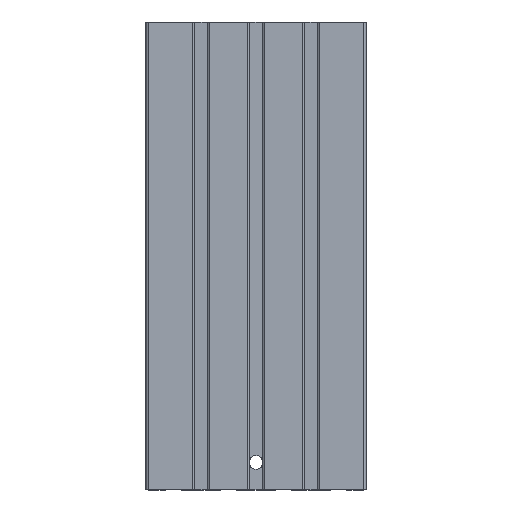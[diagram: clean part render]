
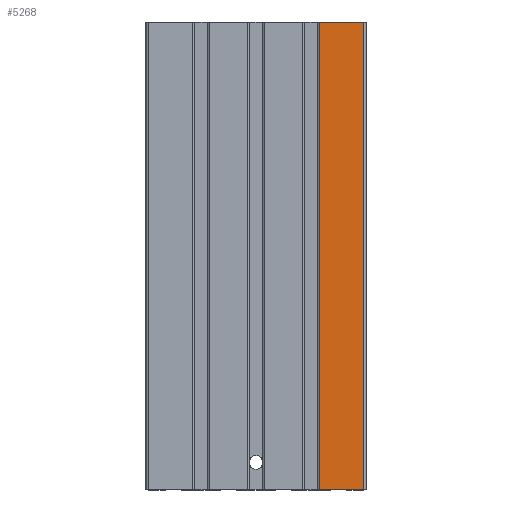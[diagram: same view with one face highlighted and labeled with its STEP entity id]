
A CAD part, top view. The second image highlights one B-rep face of the part: STEP entity #5268.
In plain terms, the highlighted planar face has unit normal (0, 0, 1).
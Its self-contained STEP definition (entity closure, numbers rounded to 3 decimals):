
#114 = VECTOR ( 'NONE', #2349, 1000. ) ;
#165 = CARTESIAN_POINT ( 'NONE',  ( 0., 0., 0. ) ) ;
#221 = FACE_OUTER_BOUND ( 'NONE', #1555, .T. ) ;
#285 = VECTOR ( 'NONE', #518, 1000. ) ;
#428 = ORIENTED_EDGE ( 'NONE', *, *, #2545, .T. ) ;
#518 = DIRECTION ( 'NONE',  ( 0., -1., 0. ) ) ;
#562 = VERTEX_POINT ( 'NONE', #2848 ) ;
#1339 = VERTEX_POINT ( 'NONE', #3190 ) ;
#1533 = ORIENTED_EDGE ( 'NONE', *, *, #3548, .T. ) ;
#1555 = EDGE_LOOP ( 'NONE', ( #1533, #428, #3861, #2971 ) ) ;
#1716 = AXIS2_PLACEMENT_3D ( 'NONE', #3998, #4370, #4346 ) ;
#1871 = EDGE_CURVE ( 'NONE', #562, #4585, #4243, .T. ) ;
#2154 = CARTESIAN_POINT ( 'NONE',  ( 63., 0., 0. ) ) ;
#2274 = VECTOR ( 'NONE', #4901, 1000. ) ;
#2349 = DIRECTION ( 'NONE',  ( 1., 0., 0. ) ) ;
#2545 = EDGE_CURVE ( 'NONE', #1339, #3554, #3197, .T. ) ;
#2602 = VECTOR ( 'NONE', #5193, 1000. ) ;
#2706 = PLANE ( 'NONE',  #1716 ) ;
#2772 = EDGE_CURVE ( 'NONE', #562, #3554, #3510, .T. ) ;
#2848 = CARTESIAN_POINT ( 'NONE',  ( 63., 170., 0. ) ) ;
#2971 = ORIENTED_EDGE ( 'NONE', *, *, #1871, .T. ) ;
#3190 = CARTESIAN_POINT ( 'NONE',  ( 79., 0., 0. ) ) ;
#3197 = LINE ( 'NONE', #4025, #2274 ) ;
#3510 = LINE ( 'NONE', #3613, #114 ) ;
#3548 = EDGE_CURVE ( 'NONE', #4585, #1339, #3922, .T. ) ;
#3554 = VERTEX_POINT ( 'NONE', #5140 ) ;
#3613 = CARTESIAN_POINT ( 'NONE',  ( 0., 170., 0. ) ) ;
#3861 = ORIENTED_EDGE ( 'NONE', *, *, #2772, .F. ) ;
#3922 = LINE ( 'NONE', #165, #2602 ) ;
#3998 = CARTESIAN_POINT ( 'NONE',  ( 0., 170., 0. ) ) ;
#4025 = CARTESIAN_POINT ( 'NONE',  ( 79., 170., 0. ) ) ;
#4172 = CARTESIAN_POINT ( 'NONE',  ( 63., 170., 0. ) ) ;
#4243 = LINE ( 'NONE', #4172, #285 ) ;
#4346 = DIRECTION ( 'NONE',  ( -1., 0., 0. ) ) ;
#4370 = DIRECTION ( 'NONE',  ( 0., 0., -1. ) ) ;
#4585 = VERTEX_POINT ( 'NONE', #2154 ) ;
#4901 = DIRECTION ( 'NONE',  ( 0., 1., 0. ) ) ;
#5140 = CARTESIAN_POINT ( 'NONE',  ( 79., 170., 0. ) ) ;
#5193 = DIRECTION ( 'NONE',  ( 1., 0., 0. ) ) ;
#5268 = ADVANCED_FACE ( 'NONE', ( #221 ), #2706, .F. ) ;
